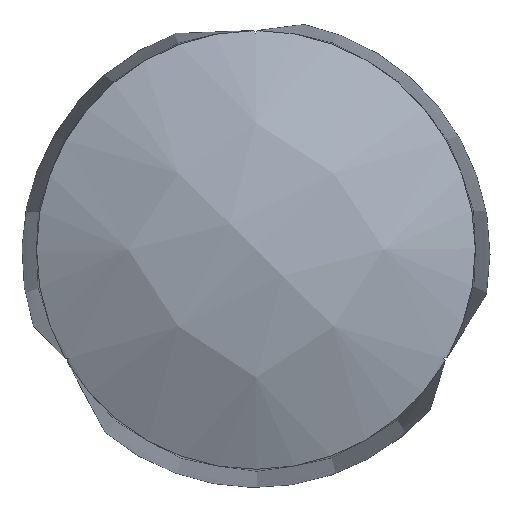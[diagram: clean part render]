
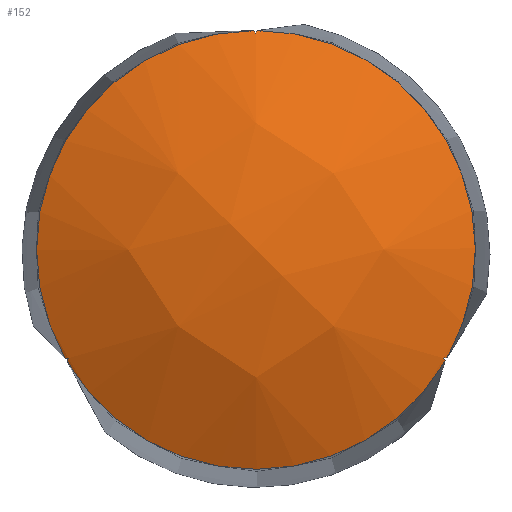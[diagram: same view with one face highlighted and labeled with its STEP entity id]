
A CAD part, top view. The second image highlights one B-rep face of the part: STEP entity #152.
In plain terms, the highlighted free-form (B-spline) face has degree [3, 3] with [4, 4] control points.
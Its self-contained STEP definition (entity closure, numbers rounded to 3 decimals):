
#3 = CARTESIAN_POINT ( 'NONE',  ( 0., 0., -0.4 ) ) ;
#6 = DIRECTION ( 'NONE',  ( 0., 0., -1. ) ) ;
#7 = AXIS2_PLACEMENT_3D ( 'NONE', #3, #6, #9 ) ;
#9 = DIRECTION ( 'NONE',  ( 0., 1., 0. ) ) ;
#11 = CIRCLE ( 'NONE', #7, 1.5 ) ;
#48 = VERTEX_POINT ( 'NONE', #198 ) ;
#49 = VERTEX_POINT ( 'NONE', #193 ) ;
#68 = ORIENTED_EDGE ( 'NONE', *, *, #106, .T. ) ;
#72 = ORIENTED_EDGE ( 'NONE', *, *, #130, .T. ) ;
#82 = EDGE_CURVE ( 'NONE', #111, #49, #214, .T. ) ;
#83 = ORIENTED_EDGE ( 'NONE', *, *, #127, .F. ) ;
#85 = VERTEX_POINT ( 'NONE', #186 ) ;
#86 = ORIENTED_EDGE ( 'NONE', *, *, #153, .T. ) ;
#88 = EDGE_CURVE ( 'NONE', #100, #85, #11, .T. ) ;
#89 = ORIENTED_EDGE ( 'NONE', *, *, #88, .F. ) ;
#96 = EDGE_CURVE ( 'NONE', #100, #144, #245, .T. ) ;
#97 = ORIENTED_EDGE ( 'NONE', *, *, #133, .T. ) ;
#99 = ORIENTED_EDGE ( 'NONE', *, *, #82, .T. ) ;
#100 = VERTEX_POINT ( 'NONE', #282 ) ;
#106 = EDGE_CURVE ( 'NONE', #150, #151, #275, .T. ) ;
#111 = VERTEX_POINT ( 'NONE', #265 ) ;
#112 = EDGE_CURVE ( 'NONE', #48, #150, #241, .T. ) ;
#124 = ORIENTED_EDGE ( 'NONE', *, *, #112, .T. ) ;
#127 = EDGE_CURVE ( 'NONE', #111, #136, #330, .T. ) ;
#130 = EDGE_CURVE ( 'NONE', #151, #85, #315, .T. ) ;
#131 = ORIENTED_EDGE ( 'NONE', *, *, #96, .T. ) ;
#133 = EDGE_CURVE ( 'NONE', #49, #48, #307, .T. ) ;
#136 = VERTEX_POINT ( 'NONE', #288 ) ;
#142 = EDGE_LOOP ( 'NONE', ( #124, #68, #72, #89, #131, #86, #83, #99, #97 ) ) ;
#144 = VERTEX_POINT ( 'NONE', #298 ) ;
#150 = VERTEX_POINT ( 'NONE', #247 ) ;
#151 = VERTEX_POINT ( 'NONE', #280 ) ;
#152 = ADVANCED_FACE ( 'NONE', ( #250 ), #367, .T. ) ;
#153 = EDGE_CURVE ( 'NONE', #144, #136, #384, .T. ) ;
#178 = CARTESIAN_POINT ( 'NONE',  ( 1.283, -0.741, -0.39 ) ) ;
#179 = CARTESIAN_POINT ( 'NONE',  ( 1.287, -0.747, -0.393 ) ) ;
#180 = CARTESIAN_POINT ( 'NONE',  ( 1.291, -0.752, -0.396 ) ) ;
#181 = CARTESIAN_POINT ( 'NONE',  ( 1.294, -0.758, -0.4 ) ) ;
#186 = CARTESIAN_POINT ( 'NONE',  ( -0.017, 1.5, -0.4 ) ) ;
#193 = CARTESIAN_POINT ( 'NONE',  ( 1.283, -0.741, -0.39 ) ) ;
#198 = CARTESIAN_POINT ( 'NONE',  ( 1.308, -0.735, -0.4 ) ) ;
#214 = B_SPLINE_CURVE_WITH_KNOTS ( 'NONE', 3,
 ( #181, #180, #179, #178 ),
 .UNSPECIFIED., .F., .F.,
 ( 4, 4 ),
 ( 0., 0. ),
 .UNSPECIFIED. ) ;
#238 = CARTESIAN_POINT ( 'NONE',  ( -1.297, -0.741, -0.396 ) ) ;
#241 = CIRCLE ( 'NONE', #262, 1.5 ) ;
#243 = CARTESIAN_POINT ( 'NONE',  ( -1.304, -0.742, -0.4 ) ) ;
#244 = CARTESIAN_POINT ( 'NONE',  ( -1.283, -0.741, -0.39 ) ) ;
#245 = B_SPLINE_CURVE_WITH_KNOTS ( 'NONE', 3,
 ( #243, #238, #260, #244 ),
 .UNSPECIFIED., .F., .F.,
 ( 4, 4 ),
 ( 0., 0. ),
 .UNSPECIFIED. ) ;
#247 = CARTESIAN_POINT ( 'NONE',  ( 0.01, 1.5, -0.4 ) ) ;
#250 = FACE_OUTER_BOUND ( 'NONE', #142, .T. ) ;
#259 = CARTESIAN_POINT ( 'NONE',  ( 0., 0., -0.4 ) ) ;
#260 = CARTESIAN_POINT ( 'NONE',  ( -1.29, -0.741, -0.393 ) ) ;
#262 = AXIS2_PLACEMENT_3D ( 'NONE', #259, #279, #278 ) ;
#264 = CARTESIAN_POINT ( 'NONE',  ( 0., 1.482, -0.39 ) ) ;
#265 = CARTESIAN_POINT ( 'NONE',  ( 1.294, -0.758, -0.4 ) ) ;
#269 = CARTESIAN_POINT ( 'NONE',  ( 0.003, 1.488, -0.393 ) ) ;
#270 = CARTESIAN_POINT ( 'NONE',  ( 0.006, 1.494, -0.396 ) ) ;
#271 = CARTESIAN_POINT ( 'NONE',  ( 0.01, 1.5, -0.4 ) ) ;
#275 = B_SPLINE_CURVE_WITH_KNOTS ( 'NONE', 3,
 ( #271, #270, #269, #264 ),
 .UNSPECIFIED., .F., .F.,
 ( 4, 4 ),
 ( 0., 0. ),
 .UNSPECIFIED. ) ;
#278 = DIRECTION ( 'NONE',  ( 0., 1., 0. ) ) ;
#279 = DIRECTION ( 'NONE',  ( 0., 0., 1. ) ) ;
#280 = CARTESIAN_POINT ( 'NONE',  ( 0., 1.482, -0.39 ) ) ;
#282 = CARTESIAN_POINT ( 'NONE',  ( -1.304, -0.742, -0.4 ) ) ;
#288 = CARTESIAN_POINT ( 'NONE',  ( -1.29, -0.765, -0.4 ) ) ;
#295 = CARTESIAN_POINT ( 'NONE',  ( -0.006, 1.488, -0.393 ) ) ;
#296 = CARTESIAN_POINT ( 'NONE',  ( 0., 1.482, -0.39 ) ) ;
#298 = CARTESIAN_POINT ( 'NONE',  ( -1.283, -0.741, -0.39 ) ) ;
#306 = CARTESIAN_POINT ( 'NONE',  ( 1.283, -0.741, -0.39 ) ) ;
#307 = B_SPLINE_CURVE_WITH_KNOTS ( 'NONE', 3,
 ( #306, #336, #335, #334 ),
 .UNSPECIFIED., .F., .F.,
 ( 4, 4 ),
 ( 0., 0. ),
 .UNSPECIFIED. ) ;
#315 = B_SPLINE_CURVE_WITH_KNOTS ( 'NONE', 3,
 ( #296, #295, #329, #328 ),
 .UNSPECIFIED., .F., .F.,
 ( 4, 4 ),
 ( 0., 0. ),
 .UNSPECIFIED. ) ;
#316 = DIRECTION ( 'NONE',  ( 0., 1., 0. ) ) ;
#317 = DIRECTION ( 'NONE',  ( 0., 0., -1. ) ) ;
#318 = CARTESIAN_POINT ( 'NONE',  ( 0., 0., -0.4 ) ) ;
#328 = CARTESIAN_POINT ( 'NONE',  ( -0.017, 1.5, -0.4 ) ) ;
#329 = CARTESIAN_POINT ( 'NONE',  ( -0.012, 1.494, -0.396 ) ) ;
#330 = CIRCLE ( 'NONE', #345, 1.5 ) ;
#334 = CARTESIAN_POINT ( 'NONE',  ( 1.308, -0.735, -0.4 ) ) ;
#335 = CARTESIAN_POINT ( 'NONE',  ( 1.3, -0.737, -0.396 ) ) ;
#336 = CARTESIAN_POINT ( 'NONE',  ( 1.291, -0.739, -0.393 ) ) ;
#345 = AXIS2_PLACEMENT_3D ( 'NONE', #318, #317, #316 ) ;
#360 = CARTESIAN_POINT ( 'NONE',  ( -0.562, 1.593, -0.277 ) ) ;
#361 = CARTESIAN_POINT ( 'NONE',  ( 1.529, -0.486, -0.288 ) ) ;
#362 = CARTESIAN_POINT ( 'NONE',  ( -0.562, -0.592, 0.311 ) ) ;
#363 = CARTESIAN_POINT ( 'NONE',  ( 0.561, -0.592, 0.311 ) ) ;
#364 = CARTESIAN_POINT ( 'NONE',  ( 0.561, -1.603, -0.283 ) ) ;
#365 = CARTESIAN_POINT ( 'NONE',  ( 1.529, -1.315, -0.775 ) ) ;
#366 = CARTESIAN_POINT ( 'NONE',  ( -0.562, -1.603, -0.283 ) ) ;
#367 =( BOUNDED_SURFACE ( )  B_SPLINE_SURFACE ( 3, 3, ( 
 ( #381, #399, #390, #385 ),
 ( #366, #362, #369, #360 ),
 ( #364, #363, #383, #401 ),
 ( #365, #361, #415, #380 ) ),
 .UNSPECIFIED., .F., .F., .T. ) 
 B_SPLINE_SURFACE_WITH_KNOTS ( ( 4, 4 ),
 ( 4, 4 ),
 ( 0., 1. ),
 ( 0., 1. ),
 .UNSPECIFIED. ) 
 GEOMETRIC_REPRESENTATION_ITEM ( )  RATIONAL_B_SPLINE_SURFACE ( (
 ( 1., 0.909, 0.909, 1.),
 ( 0.908, 0.825, 0.825, 0.908),
 ( 0.908, 0.825, 0.825, 0.908),
 ( 1., 0.909, 0.909, 1.) ) ) 
 REPRESENTATION_ITEM ( '' )  SURFACE ( )  );
#369 = CARTESIAN_POINT ( 'NONE',  ( -0.562, 0.58, 0.313 ) ) ;
#370 = CARTESIAN_POINT ( 'NONE',  ( -1.288, -0.757, -0.396 ) ) ;
#371 = CARTESIAN_POINT ( 'NONE',  ( -1.286, -0.749, -0.393 ) ) ;
#372 = CARTESIAN_POINT ( 'NONE',  ( -1.283, -0.741, -0.39 ) ) ;
#380 = CARTESIAN_POINT ( 'NONE',  ( 1.529, 1.306, -0.77 ) ) ;
#381 = CARTESIAN_POINT ( 'NONE',  ( -1.529, -1.315, -0.775 ) ) ;
#383 = CARTESIAN_POINT ( 'NONE',  ( 0.561, 0.58, 0.313 ) ) ;
#384 = B_SPLINE_CURVE_WITH_KNOTS ( 'NONE', 3,
 ( #372, #371, #370, #400 ),
 .UNSPECIFIED., .F., .F.,
 ( 4, 4 ),
 ( 0., 0. ),
 .UNSPECIFIED. ) ;
#385 = CARTESIAN_POINT ( 'NONE',  ( -1.529, 1.306, -0.77 ) ) ;
#390 = CARTESIAN_POINT ( 'NONE',  ( -1.529, 0.476, -0.286 ) ) ;
#399 = CARTESIAN_POINT ( 'NONE',  ( -1.529, -0.486, -0.288 ) ) ;
#400 = CARTESIAN_POINT ( 'NONE',  ( -1.29, -0.765, -0.4 ) ) ;
#401 = CARTESIAN_POINT ( 'NONE',  ( 0.561, 1.593, -0.277 ) ) ;
#415 = CARTESIAN_POINT ( 'NONE',  ( 1.529, 0.476, -0.286 ) ) ;
